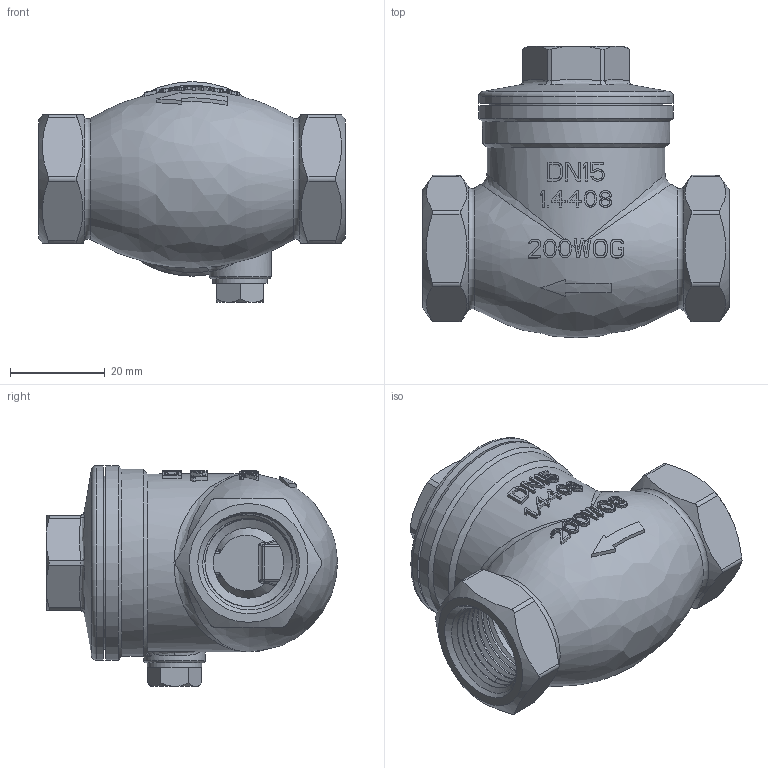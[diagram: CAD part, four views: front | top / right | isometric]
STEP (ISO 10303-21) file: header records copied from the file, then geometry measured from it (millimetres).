
FILE_DESCRIPTION((''),'2;1');
FILE_NAME('RK600015.stp','2022-02-09T08:38:29',('RL'),(''),'Autodesk Inventor 2012','Autodesk Inventor 2012','');
FILE_SCHEMA(('AUTOMOTIVE_DESIGN { 1 0 10303 214 1 1 1 1 }'));
Length unit declared in the file: millimetre
Products named in the file (1): RK600015
Bounding box: 64.5 x 61.35 x 46.5 mm (x, y, z)
Volume: 36541.9 mm3; surface area: 28123.1 mm2
Topology: 6 solids, 7 shells, 853 faces, 2535 edges, 1728 vertices
Faces by surface type: plane 522, bspline 135, cylinder 123, cone 36, torus 33, sphere 4
Full cylindrical faces by diameter (mm): 5 x3, 6 x14, 11.5 x2, 13 x2, 13.6 x1, 14.833 x2, 18.4 x14, 22 x3, 25 x1, 33 x6, 34 x1, 36.5 x1, 37 x1, 39.5 x1, 41 x2
Entity records: 50779 total; most frequent: CARTESIAN_POINT 29768, ORIENTED_EDGE 4716, DIRECTION 4125, EDGE_CURVE 2358, AXIS2_PLACEMENT_3D 1716, VERTEX_POINT 1639, EDGE_LOOP 919, CIRCLE 867
